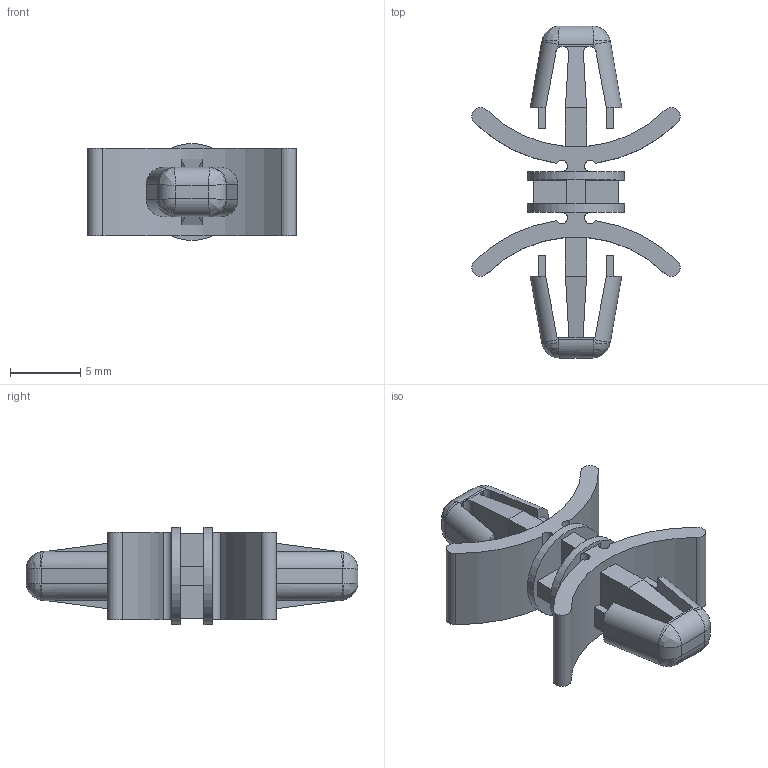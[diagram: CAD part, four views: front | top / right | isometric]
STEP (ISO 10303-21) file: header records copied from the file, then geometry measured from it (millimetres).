
FILE_DESCRIPTION( ( 'Unknown' ), '1' );
FILE_NAME( '709613400.stp', 'Unknown', ( 'Unknown' ), ( 'Unknown' ), 'PSStep 19.0.9', 'Unknown', ' ' );
FILE_SCHEMA( ( 'AUTOMOTIVE_DESIGN { 1 0 10303 214 1 1 1 1 }' ) );
Length unit declared in the file: millimetre
Products named in the file (1): 1
Bounding box: 14.8 x 23.6 x 6.9 mm (x, y, z)
Volume: 506.1 mm3; surface area: 1073.5 mm2
Topology: 1 solids, 1 shells, 130 faces, 326 edges, 196 vertices
Faces by surface type: plane 78, cylinder 36, bspline 16
Full cylindrical faces by diameter (mm): 6.9 x2
Entity records: 5672 total; most frequent: CARTESIAN_POINT 1551, DIRECTION 654, ORIENTED_EDGE 632, EDGE_CURVE 316, AXIS2_PLACEMENT_3D 227, LINE 200, VECTOR 200, VERTEX_POINT 196
